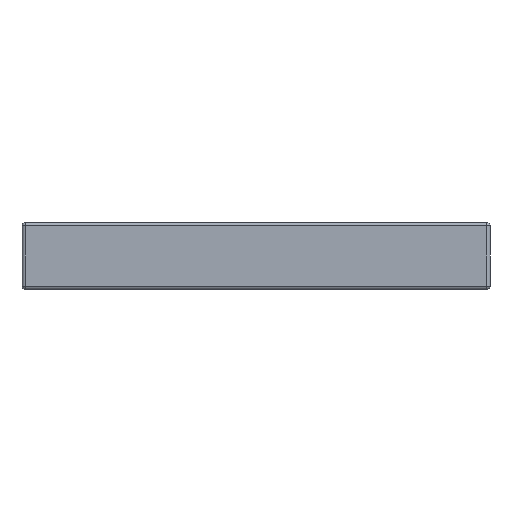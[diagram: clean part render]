
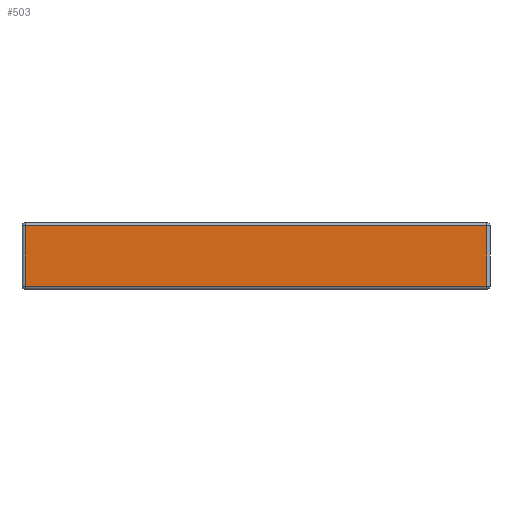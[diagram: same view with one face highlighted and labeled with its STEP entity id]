
A CAD part, front view. The second image highlights one B-rep face of the part: STEP entity #503.
In plain terms, the highlighted planar face has unit normal (0, -1, 0).
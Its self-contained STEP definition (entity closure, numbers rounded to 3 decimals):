
#23 = VECTOR ( 'NONE', #796, 1000. ) ;
#41 = EDGE_CURVE ( 'NONE', #276, #1039, #64, .T. ) ;
#64 = LINE ( 'NONE', #705, #225 ) ;
#106 = EDGE_CURVE ( 'NONE', #1039, #1202, #1259, .T. ) ;
#112 = ORIENTED_EDGE ( 'NONE', *, *, #41, .T. ) ;
#127 = PLANE ( 'NONE',  #400 ) ;
#136 = ORIENTED_EDGE ( 'NONE', *, *, #734, .T. ) ;
#225 = VECTOR ( 'NONE', #1639, 1000. ) ;
#276 = VERTEX_POINT ( 'NONE', #1315 ) ;
#400 = AXIS2_PLACEMENT_3D ( 'NONE', #1730, #1071, #1603 ) ;
#503 = ADVANCED_FACE ( 'NONE', ( #1505 ), #127, .T. ) ;
#617 = EDGE_LOOP ( 'NONE', ( #136, #1002, #112, #1700 ) ) ;
#671 = EDGE_CURVE ( 'NONE', #1253, #276, #1153, .T. ) ;
#705 = CARTESIAN_POINT ( 'NONE',  ( -2.494, -1.5, 4.5 ) ) ;
#716 = DIRECTION ( 'NONE',  ( 0., 0., -1. ) ) ;
#734 = EDGE_CURVE ( 'NONE', #1202, #1253, #1178, .T. ) ;
#741 = CARTESIAN_POINT ( 'NONE',  ( 67.006, -1.5, -4.5 ) ) ;
#769 = CARTESIAN_POINT ( 'NONE',  ( 67.006, -1.5, -5. ) ) ;
#796 = DIRECTION ( 'NONE',  ( 1., 0., 0. ) ) ;
#908 = VECTOR ( 'NONE', #716, 1000. ) ;
#1002 = ORIENTED_EDGE ( 'NONE', *, *, #671, .T. ) ;
#1023 = CARTESIAN_POINT ( 'NONE',  ( -1.994, -1.5, 4.5 ) ) ;
#1039 = VERTEX_POINT ( 'NONE', #1023 ) ;
#1071 = DIRECTION ( 'NONE',  ( 0., -1., 0. ) ) ;
#1099 = VECTOR ( 'NONE', #1702, 1000. ) ;
#1119 = CARTESIAN_POINT ( 'NONE',  ( -1.994, -1.5, -5. ) ) ;
#1153 = LINE ( 'NONE', #769, #1099 ) ;
#1178 = LINE ( 'NONE', #1728, #23 ) ;
#1202 = VERTEX_POINT ( 'NONE', #1322 ) ;
#1253 = VERTEX_POINT ( 'NONE', #741 ) ;
#1259 = LINE ( 'NONE', #1119, #908 ) ;
#1315 = CARTESIAN_POINT ( 'NONE',  ( 67.006, -1.5, 4.5 ) ) ;
#1322 = CARTESIAN_POINT ( 'NONE',  ( -1.994, -1.5, -4.5 ) ) ;
#1505 = FACE_OUTER_BOUND ( 'NONE', #617, .T. ) ;
#1603 = DIRECTION ( 'NONE',  ( 0., 0., -1. ) ) ;
#1639 = DIRECTION ( 'NONE',  ( -1., 0., 0. ) ) ;
#1700 = ORIENTED_EDGE ( 'NONE', *, *, #106, .T. ) ;
#1702 = DIRECTION ( 'NONE',  ( 0., 0., 1. ) ) ;
#1728 = CARTESIAN_POINT ( 'NONE',  ( 67.506, -1.5, -4.5 ) ) ;
#1730 = CARTESIAN_POINT ( 'NONE',  ( -2.494, -1.5, -5. ) ) ;
